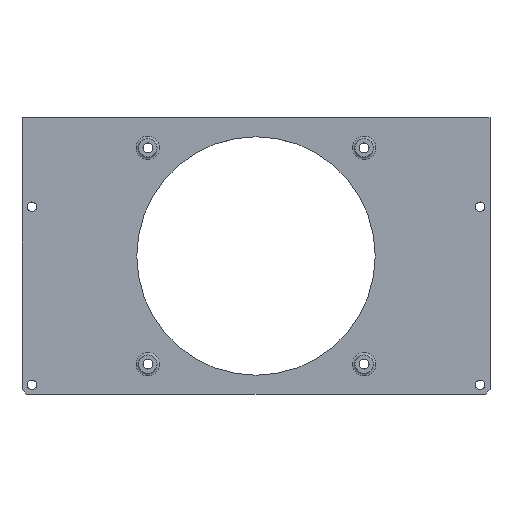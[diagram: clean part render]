
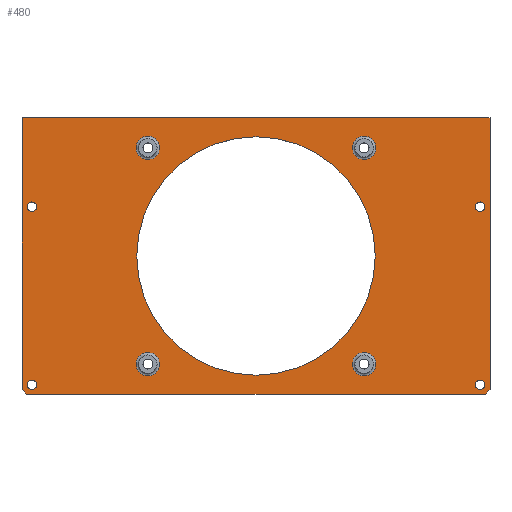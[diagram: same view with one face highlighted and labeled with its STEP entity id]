
A CAD part, top view. The second image highlights one B-rep face of the part: STEP entity #480.
In plain terms, the highlighted planar face has unit normal (0, 0, 1).
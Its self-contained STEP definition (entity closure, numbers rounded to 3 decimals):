
#28=FACE_BOUND('',#155,.T.);
#29=FACE_BOUND('',#156,.T.);
#30=FACE_BOUND('',#157,.T.);
#31=FACE_BOUND('',#158,.T.);
#32=FACE_BOUND('',#159,.T.);
#33=FACE_BOUND('',#160,.T.);
#34=FACE_BOUND('',#161,.T.);
#35=FACE_BOUND('',#162,.T.);
#36=FACE_BOUND('',#163,.T.);
#50=LINE('',#754,#81);
#51=LINE('',#756,#82);
#52=LINE('',#758,#83);
#53=LINE('',#760,#84);
#54=LINE('',#762,#85);
#55=LINE('',#763,#86);
#81=VECTOR('',#597,10.);
#82=VECTOR('',#598,10.);
#83=VECTOR('',#599,10.);
#84=VECTOR('',#600,10.);
#85=VECTOR('',#601,10.);
#86=VECTOR('',#602,10.);
#112=PLANE('',#526);
#125=FACE_OUTER_BOUND('',#154,.T.);
#154=EDGE_LOOP('',(#349,#350,#351,#352,#353,#354));
#155=EDGE_LOOP('',(#355));
#156=EDGE_LOOP('',(#356));
#157=EDGE_LOOP('',(#357));
#158=EDGE_LOOP('',(#358));
#159=EDGE_LOOP('',(#359));
#160=EDGE_LOOP('',(#360));
#161=EDGE_LOOP('',(#361));
#162=EDGE_LOOP('',(#362));
#163=EDGE_LOOP('',(#363));
#206=CIRCLE('',#525,4.5);
#207=CIRCLE('',#527,4.5);
#208=CIRCLE('',#528,4.5);
#209=CIRCLE('',#529,45.5);
#210=CIRCLE('',#530,1.8);
#211=CIRCLE('',#531,1.8);
#212=CIRCLE('',#532,1.8);
#213=CIRCLE('',#533,1.8);
#214=CIRCLE('',#534,4.5);
#239=VERTEX_POINT('',#748);
#240=VERTEX_POINT('',#752);
#241=VERTEX_POINT('',#753);
#242=VERTEX_POINT('',#755);
#243=VERTEX_POINT('',#757);
#244=VERTEX_POINT('',#759);
#245=VERTEX_POINT('',#761);
#246=VERTEX_POINT('',#764);
#247=VERTEX_POINT('',#766);
#248=VERTEX_POINT('',#768);
#249=VERTEX_POINT('',#770);
#250=VERTEX_POINT('',#772);
#251=VERTEX_POINT('',#774);
#252=VERTEX_POINT('',#776);
#253=VERTEX_POINT('',#778);
#282=EDGE_CURVE('',#239,#239,#206,.T.);
#283=EDGE_CURVE('',#240,#241,#50,.T.);
#284=EDGE_CURVE('',#241,#242,#51,.T.);
#285=EDGE_CURVE('',#242,#243,#52,.T.);
#286=EDGE_CURVE('',#243,#244,#53,.T.);
#287=EDGE_CURVE('',#244,#245,#54,.T.);
#288=EDGE_CURVE('',#245,#240,#55,.T.);
#289=EDGE_CURVE('',#246,#246,#207,.T.);
#290=EDGE_CURVE('',#247,#247,#208,.T.);
#291=EDGE_CURVE('',#248,#248,#209,.T.);
#292=EDGE_CURVE('',#249,#249,#210,.T.);
#293=EDGE_CURVE('',#250,#250,#211,.T.);
#294=EDGE_CURVE('',#251,#251,#212,.T.);
#295=EDGE_CURVE('',#252,#252,#213,.T.);
#296=EDGE_CURVE('',#253,#253,#214,.T.);
#349=ORIENTED_EDGE('',*,*,#283,.T.);
#350=ORIENTED_EDGE('',*,*,#284,.T.);
#351=ORIENTED_EDGE('',*,*,#285,.T.);
#352=ORIENTED_EDGE('',*,*,#286,.T.);
#353=ORIENTED_EDGE('',*,*,#287,.T.);
#354=ORIENTED_EDGE('',*,*,#288,.T.);
#355=ORIENTED_EDGE('',*,*,#289,.F.);
#356=ORIENTED_EDGE('',*,*,#290,.F.);
#357=ORIENTED_EDGE('',*,*,#291,.T.);
#358=ORIENTED_EDGE('',*,*,#292,.T.);
#359=ORIENTED_EDGE('',*,*,#293,.T.);
#360=ORIENTED_EDGE('',*,*,#294,.T.);
#361=ORIENTED_EDGE('',*,*,#295,.T.);
#362=ORIENTED_EDGE('',*,*,#296,.F.);
#363=ORIENTED_EDGE('',*,*,#282,.F.);
#480=ADVANCED_FACE('',(#125,#28,#29,#30,#31,#32,#33,#34,#35,#36),#112,.T.);
#525=AXIS2_PLACEMENT_3D('',#750,#593,#594);
#526=AXIS2_PLACEMENT_3D('',#751,#595,#596);
#527=AXIS2_PLACEMENT_3D('',#765,#603,#604);
#528=AXIS2_PLACEMENT_3D('',#767,#605,#606);
#529=AXIS2_PLACEMENT_3D('',#769,#607,#608);
#530=AXIS2_PLACEMENT_3D('',#771,#609,#610);
#531=AXIS2_PLACEMENT_3D('',#773,#611,#612);
#532=AXIS2_PLACEMENT_3D('',#775,#613,#614);
#533=AXIS2_PLACEMENT_3D('',#777,#615,#616);
#534=AXIS2_PLACEMENT_3D('',#779,#617,#618);
#593=DIRECTION('center_axis',(0.,0.,1.));
#594=DIRECTION('ref_axis',(-1.,0.,0.));
#595=DIRECTION('center_axis',(0.,0.,1.));
#596=DIRECTION('ref_axis',(1.,0.,0.));
#597=DIRECTION('',(1.,0.,0.));
#598=DIRECTION('',(0.707,0.707,0.));
#599=DIRECTION('',(0.,1.,0.));
#600=DIRECTION('',(-1.,0.,0.));
#601=DIRECTION('',(0.,-1.,0.));
#602=DIRECTION('',(0.707,-0.707,0.));
#603=DIRECTION('center_axis',(0.,0.,1.));
#604=DIRECTION('ref_axis',(-1.,0.,0.));
#605=DIRECTION('center_axis',(0.,0.,1.));
#606=DIRECTION('ref_axis',(-1.,0.,0.));
#607=DIRECTION('center_axis',(0.,0.,-1.));
#608=DIRECTION('ref_axis',(-1.,0.,0.));
#609=DIRECTION('center_axis',(0.,0.,-1.));
#610=DIRECTION('ref_axis',(1.,0.,0.));
#611=DIRECTION('center_axis',(0.,0.,-1.));
#612=DIRECTION('ref_axis',(1.,0.,0.));
#613=DIRECTION('center_axis',(0.,0.,-1.));
#614=DIRECTION('ref_axis',(1.,0.,0.));
#615=DIRECTION('center_axis',(0.,0.,-1.));
#616=DIRECTION('ref_axis',(1.,0.,0.));
#617=DIRECTION('center_axis',(0.,0.,1.));
#618=DIRECTION('ref_axis',(-1.,0.,0.));
#748=CARTESIAN_POINT('',(45.75,56.43,126.8));
#750=CARTESIAN_POINT('Origin',(41.25,56.43,126.8));
#751=CARTESIAN_POINT('Origin',(0.,15.18,126.8));
#752=CARTESIAN_POINT('',(-87.417,-37.594,126.8));
#753=CARTESIAN_POINT('',(87.417,-37.594,126.8));
#754=CARTESIAN_POINT('',(-87.417,-37.594,126.8));
#755=CARTESIAN_POINT('',(89.3,-35.711,126.8));
#756=CARTESIAN_POINT('',(89.3,-35.711,126.8));
#757=CARTESIAN_POINT('',(89.3,67.953,126.8));
#758=CARTESIAN_POINT('',(89.3,68.103,126.8));
#759=CARTESIAN_POINT('',(-89.3,67.953,126.8));
#760=CARTESIAN_POINT('',(-89.5,67.953,126.8));
#761=CARTESIAN_POINT('',(-89.3,-35.711,126.8));
#762=CARTESIAN_POINT('',(-89.3,-35.711,126.8));
#763=CARTESIAN_POINT('',(-87.417,-37.594,126.8));
#764=CARTESIAN_POINT('',(45.75,-26.07,126.8));
#765=CARTESIAN_POINT('Origin',(41.25,-26.07,126.8));
#766=CARTESIAN_POINT('',(-36.75,-26.07,126.8));
#767=CARTESIAN_POINT('Origin',(-41.25,-26.07,126.8));
#768=CARTESIAN_POINT('',(45.5,15.18,126.8));
#769=CARTESIAN_POINT('Origin',(0.,15.18,126.8));
#770=CARTESIAN_POINT('',(83.7,-34.,126.8));
#771=CARTESIAN_POINT('Origin',(85.5,-34.,126.8));
#772=CARTESIAN_POINT('',(-87.3,34.,126.8));
#773=CARTESIAN_POINT('Origin',(-85.5,34.,126.8));
#774=CARTESIAN_POINT('',(83.7,34.,126.8));
#775=CARTESIAN_POINT('Origin',(85.5,34.,126.8));
#776=CARTESIAN_POINT('',(-87.3,-34.,126.8));
#777=CARTESIAN_POINT('Origin',(-85.5,-34.,126.8));
#778=CARTESIAN_POINT('',(-36.75,56.43,126.8));
#779=CARTESIAN_POINT('Origin',(-41.25,56.43,126.8));
